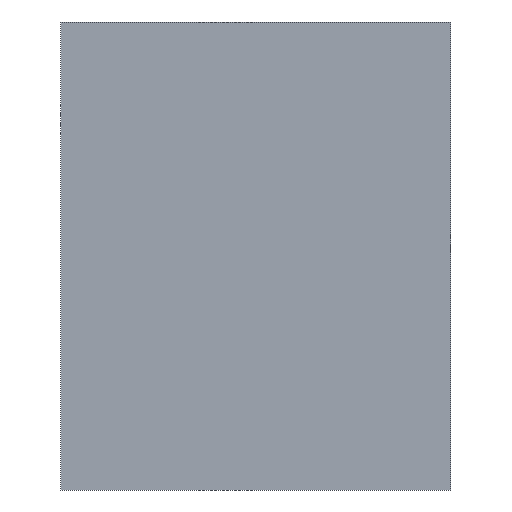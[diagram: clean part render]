
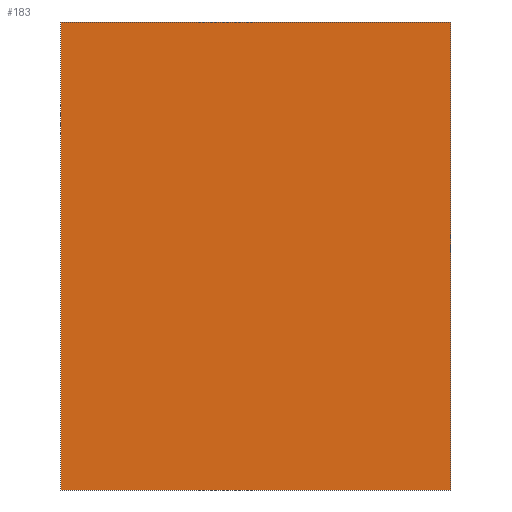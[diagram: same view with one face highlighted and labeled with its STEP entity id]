
A CAD part, front view. The second image highlights one B-rep face of the part: STEP entity #183.
In plain terms, the highlighted planar face has unit normal (0, -1, 0).
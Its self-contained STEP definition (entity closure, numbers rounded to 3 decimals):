
#131=CARTESIAN_POINT('Vertex',(0.,0.,30.)) ;
#134=CARTESIAN_POINT('Line Origine',(12.5,0.,30.)) ;
#138=CARTESIAN_POINT('Vertex',(25.,0.,30.)) ;
#153=CARTESIAN_POINT('Axis2P3D Location',(0.,0.,30.)) ;
#158=CARTESIAN_POINT('Line Origine',(0.,0.,15.)) ;
#162=CARTESIAN_POINT('Vertex',(0.,0.,0.)) ;
#165=CARTESIAN_POINT('Line Origine',(12.5,0.,0.)) ;
#169=CARTESIAN_POINT('Vertex',(25.,0.,0.)) ;
#172=CARTESIAN_POINT('Line Origine',(25.,0.,15.)) ;
#135=DIRECTION('Vector Direction',(1.,0.,0.)) ;
#154=DIRECTION('Axis2P3D Direction',(0.,-1.,0.)) ;
#155=DIRECTION('Axis2P3D XDirection',(0.,0.,-1.)) ;
#159=DIRECTION('Vector Direction',(0.,0.,-1.)) ;
#166=DIRECTION('Vector Direction',(1.,0.,0.)) ;
#173=DIRECTION('Vector Direction',(0.,0.,-1.)) ;
#156=AXIS2_PLACEMENT_3D('Plane Axis2P3D',#153,#154,#155) ;
#178=ORIENTED_EDGE('',*,*,#140,.F.) ;
#179=ORIENTED_EDGE('',*,*,#164,.T.) ;
#180=ORIENTED_EDGE('',*,*,#171,.T.) ;
#181=ORIENTED_EDGE('',*,*,#176,.F.) ;
#136=VECTOR('Line Direction',#135,1.) ;
#160=VECTOR('Line Direction',#159,1.) ;
#167=VECTOR('Line Direction',#166,1.) ;
#174=VECTOR('Line Direction',#173,1.) ;
#183=ADVANCED_FACE('Corps principal',(#182),#157,.T.) ;
#140=EDGE_CURVE('',#132,#139,#137,.T.) ;
#164=EDGE_CURVE('',#132,#163,#161,.T.) ;
#171=EDGE_CURVE('',#163,#170,#168,.T.) ;
#176=EDGE_CURVE('',#139,#170,#175,.T.) ;
#177=EDGE_LOOP('',(#178,#179,#180,#181)) ;
#182=FACE_OUTER_BOUND('',#177,.T.) ;
#137=LINE('Line',#134,#136) ;
#161=LINE('Line',#158,#160) ;
#168=LINE('Line',#165,#167) ;
#175=LINE('Line',#172,#174) ;
#157=PLANE('',#156) ;
#132=VERTEX_POINT('',#131) ;
#139=VERTEX_POINT('',#138) ;
#163=VERTEX_POINT('',#162) ;
#170=VERTEX_POINT('',#169) ;
